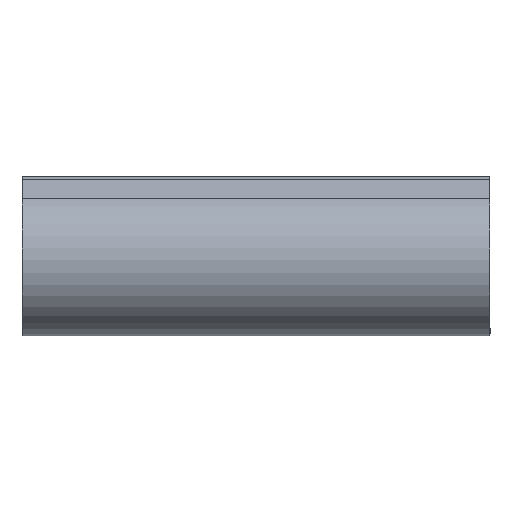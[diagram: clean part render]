
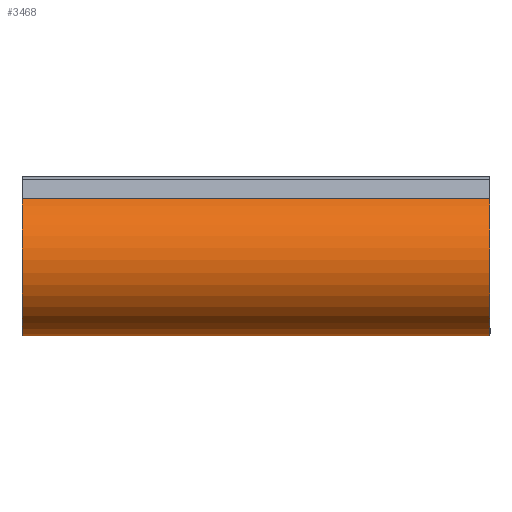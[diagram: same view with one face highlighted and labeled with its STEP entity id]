
A CAD part, front view. The second image highlights one B-rep face of the part: STEP entity #3468.
In plain terms, the highlighted cylindrical face has radius 9.45 mm (diameter 18.9 mm), a partial arc.
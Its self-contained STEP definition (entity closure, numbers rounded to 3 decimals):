
#157 = AXIS2_PLACEMENT_3D ( 'NONE', #2712, #2449, #1040 ) ;
#203 = CARTESIAN_POINT ( 'NONE',  ( 0., -25.654, -20.154 ) ) ;
#448 = CARTESIAN_POINT ( 'NONE',  ( 60., -32.837, -2.882 ) ) ;
#449 = EDGE_CURVE ( 'NONE', #2960, #910, #2521, .T. ) ;
#475 = FACE_OUTER_BOUND ( 'NONE', #1564, .T. ) ;
#485 = VERTEX_POINT ( 'NONE', #203 ) ;
#679 = CARTESIAN_POINT ( 'NONE',  ( 0., -32.837, -2.882 ) ) ;
#749 = ORIENTED_EDGE ( 'NONE', *, *, #2200, .T. ) ;
#861 = ORIENTED_EDGE ( 'NONE', *, *, #2570, .F. ) ;
#873 = VERTEX_POINT ( 'NONE', #2017 ) ;
#910 = VERTEX_POINT ( 'NONE', #679 ) ;
#914 = AXIS2_PLACEMENT_3D ( 'NONE', #1366, #2640, #3440 ) ;
#998 = DIRECTION ( 'NONE',  ( 1., 0., 0. ) ) ;
#1040 = DIRECTION ( 'NONE',  ( 0., 0., -1. ) ) ;
#1080 = EDGE_CURVE ( 'NONE', #910, #485, #2431, .T. ) ;
#1366 = CARTESIAN_POINT ( 'NONE',  ( 60., -28., -11. ) ) ;
#1376 = CARTESIAN_POINT ( 'NONE',  ( 60., -32.837, -2.882 ) ) ;
#1553 = CYLINDRICAL_SURFACE ( 'NONE', #914, 9.45 ) ;
#1564 = EDGE_LOOP ( 'NONE', ( #749, #861, #1601, #3167 ) ) ;
#1601 = ORIENTED_EDGE ( 'NONE', *, *, #449, .T. ) ;
#1679 = CARTESIAN_POINT ( 'NONE',  ( 60., -28., -11. ) ) ;
#1775 = DIRECTION ( 'NONE',  ( -1., 0., 0. ) ) ;
#2017 = CARTESIAN_POINT ( 'NONE',  ( 60., -25.654, -20.154 ) ) ;
#2024 = VECTOR ( 'NONE', #998, 1000. ) ;
#2130 = VECTOR ( 'NONE', #1775, 1000. ) ;
#2200 = EDGE_CURVE ( 'NONE', #485, #873, #2352, .T. ) ;
#2212 = DIRECTION ( 'NONE',  ( 1., 0., 0. ) ) ;
#2352 = LINE ( 'NONE', #3436, #2024 ) ;
#2431 = CIRCLE ( 'NONE', #157, 9.45 ) ;
#2449 = DIRECTION ( 'NONE',  ( 1., 0., 0. ) ) ;
#2521 = LINE ( 'NONE', #448, #2130 ) ;
#2570 = EDGE_CURVE ( 'NONE', #2960, #873, #2904, .T. ) ;
#2640 = DIRECTION ( 'NONE',  ( -1., 0., 0. ) ) ;
#2712 = CARTESIAN_POINT ( 'NONE',  ( 0., -28., -11. ) ) ;
#2904 = CIRCLE ( 'NONE', #3371, 9.45 ) ;
#2960 = VERTEX_POINT ( 'NONE', #1376 ) ;
#3167 = ORIENTED_EDGE ( 'NONE', *, *, #1080, .T. ) ;
#3281 = DIRECTION ( 'NONE',  ( 0., 0., -1. ) ) ;
#3371 = AXIS2_PLACEMENT_3D ( 'NONE', #1679, #2212, #3281 ) ;
#3436 = CARTESIAN_POINT ( 'NONE',  ( -20.1, -25.654, -20.154 ) ) ;
#3440 = DIRECTION ( 'NONE',  ( 0., 0., 1. ) ) ;
#3468 = ADVANCED_FACE ( 'NONE', ( #475 ), #1553, .T. ) ;
